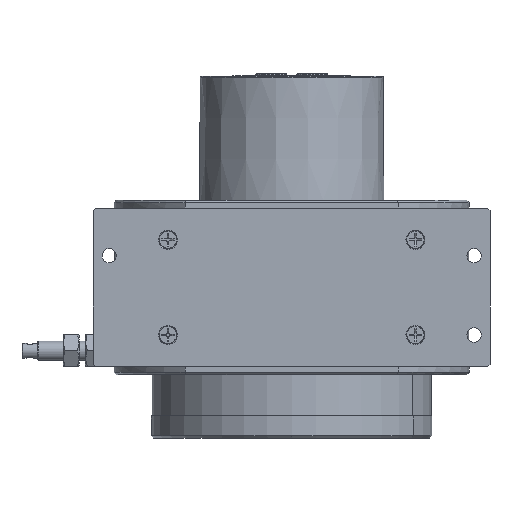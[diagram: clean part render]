
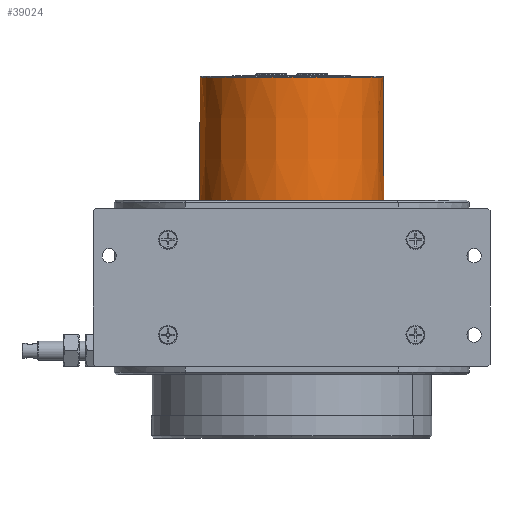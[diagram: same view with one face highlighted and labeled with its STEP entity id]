
A CAD part, front view. The second image highlights one B-rep face of the part: STEP entity #39024.
In plain terms, the highlighted conical face has half-angle 0.35 degrees and reference radius 29.051 mm.
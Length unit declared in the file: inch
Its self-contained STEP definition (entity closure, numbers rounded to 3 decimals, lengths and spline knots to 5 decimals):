
#5053 = EDGE_CURVE ( 'NONE', #26149, #26732, #45195, .T. ) ;
#6607 = CARTESIAN_POINT ( 'NONE',  ( -1.14375, 0., 0.09843 ) ) ;
#6973 = DIRECTION ( 'NONE',  ( -1., 0., 0. ) ) ;
#7698 = DIRECTION ( 'NONE',  ( 0., 0., 1. ) ) ;
#9398 = EDGE_LOOP ( 'NONE', ( #62496, #52480, #60351, #71959, #72902 ) ) ;
#9745 = AXIS2_PLACEMENT_3D ( 'NONE', #31046, #19968, #47699 ) ;
#12758 = CARTESIAN_POINT ( 'NONE',  ( -1.14375, 0., 0.09843 ) ) ;
#13830 = LINE ( 'NONE', #47814, #38145 ) ;
#13852 = DIRECTION ( 'NONE',  ( 0., 0., -1. ) ) ;
#14203 = DIRECTION ( 'NONE',  ( -1., 0., 0. ) ) ;
#15159 = CARTESIAN_POINT ( 'NONE',  ( 1.14375, 0., 0.09843 ) ) ;
#18058 = CARTESIAN_POINT ( 'NONE',  ( 0., 0., 0.09843 ) ) ;
#19199 = CARTESIAN_POINT ( 'NONE',  ( -1.13441, 0., 1.62603 ) ) ;
#19968 = DIRECTION ( 'NONE',  ( 0., 0., 1. ) ) ;
#20079 = CONICAL_SURFACE ( 'NONE', #48402, 1.14375, 0.006 ) ;
#20090 = DIRECTION ( 'NONE',  ( -0.006, 0., 1. ) ) ;
#23443 = LINE ( 'NONE', #12758, #44448 ) ;
#24511 = VERTEX_POINT ( 'NONE', #69902 ) ;
#24561 = CARTESIAN_POINT ( 'NONE',  ( 0., 0., 1.62603 ) ) ;
#26149 = VERTEX_POINT ( 'NONE', #19199 ) ;
#26732 = VERTEX_POINT ( 'NONE', #29352 ) ;
#29352 = CARTESIAN_POINT ( 'NONE',  ( -1.1344, -0.00631, 1.62603 ) ) ;
#29882 = AXIS2_PLACEMENT_3D ( 'NONE', #54850, #7698, #32277 ) ;
#30715 = EDGE_CURVE ( 'NONE', #26149, #65280, #23443, .T. ) ;
#31046 = CARTESIAN_POINT ( 'NONE',  ( 0., 0., 0.09843 ) ) ;
#32277 = DIRECTION ( 'NONE',  ( -1., -0.006, 0. ) ) ;
#37478 = AXIS2_PLACEMENT_3D ( 'NONE', #24561, #13852, #14203 ) ;
#38145 = VECTOR ( 'NONE', #20090, 39.37008 ) ;
#39024 = ADVANCED_FACE ( 'NONE', ( #63524 ), #20079, .T. ) ;
#40429 = CIRCLE ( 'NONE', #9745, 1.14375 ) ;
#40595 = DIRECTION ( 'NONE',  ( 0., 0., -1. ) ) ;
#42345 = EDGE_CURVE ( 'NONE', #65280, #48943, #40429, .T. ) ;
#44448 = VECTOR ( 'NONE', #64137, 39.37008 ) ;
#44615 = EDGE_CURVE ( 'NONE', #48943, #24511, #13830, .T. ) ;
#45195 = CIRCLE ( 'NONE', #29882, 1.13441 ) ;
#47699 = DIRECTION ( 'NONE',  ( -1., 0., 0. ) ) ;
#47814 = CARTESIAN_POINT ( 'NONE',  ( 1.14375, 0., 0.09843 ) ) ;
#48402 = AXIS2_PLACEMENT_3D ( 'NONE', #18058, #40595, #6973 ) ;
#48717 = EDGE_CURVE ( 'NONE', #24511, #26732, #69356, .T. ) ;
#48943 = VERTEX_POINT ( 'NONE', #15159 ) ;
#52480 = ORIENTED_EDGE ( 'NONE', *, *, #42345, .T. ) ;
#54850 = CARTESIAN_POINT ( 'NONE',  ( 0., 0., 1.62603 ) ) ;
#60351 = ORIENTED_EDGE ( 'NONE', *, *, #44615, .T. ) ;
#62496 = ORIENTED_EDGE ( 'NONE', *, *, #30715, .T. ) ;
#63524 = FACE_OUTER_BOUND ( 'NONE', #9398, .T. ) ;
#64137 = DIRECTION ( 'NONE',  ( -0.006, 0., -1. ) ) ;
#65280 = VERTEX_POINT ( 'NONE', #6607 ) ;
#69356 = CIRCLE ( 'NONE', #37478, 1.13441 ) ;
#69902 = CARTESIAN_POINT ( 'NONE',  ( 1.13441, 0., 1.62603 ) ) ;
#71959 = ORIENTED_EDGE ( 'NONE', *, *, #48717, .T. ) ;
#72902 = ORIENTED_EDGE ( 'NONE', *, *, #5053, .F. ) ;
